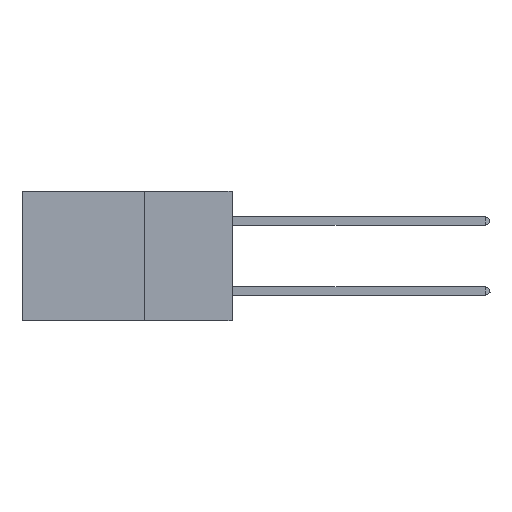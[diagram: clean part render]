
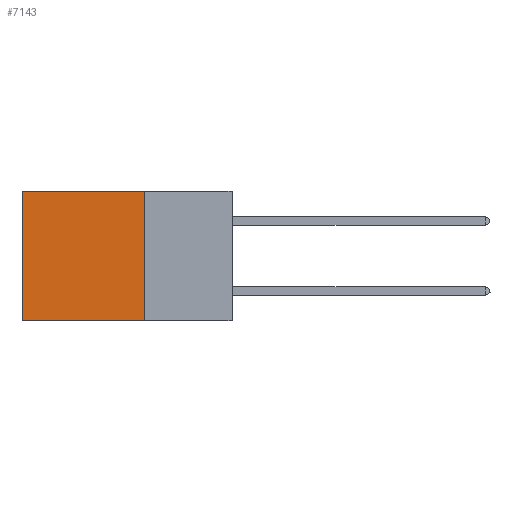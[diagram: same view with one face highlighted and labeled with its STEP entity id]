
A CAD part, left-side view. The second image highlights one B-rep face of the part: STEP entity #7143.
In plain terms, the highlighted planar face has unit normal (-1, 0, 0).
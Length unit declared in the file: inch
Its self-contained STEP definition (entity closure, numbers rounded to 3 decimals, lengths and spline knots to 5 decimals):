
#1683 = DIRECTION ( 'NONE',  ( 0., 1., 0. ) ) ;
#2330 = CARTESIAN_POINT ( 'NONE',  ( 0.2875, 0.6, -0.37 ) ) ;
#2667 = CARTESIAN_POINT ( 'NONE',  ( 0.2875, 0.25, 0. ) ) ;
#2682 = VERTEX_POINT ( 'NONE', #27859 ) ;
#3061 = LINE ( 'NONE', #28460, #19068 ) ;
#3288 = LINE ( 'NONE', #2667, #26289 ) ;
#3857 = EDGE_CURVE ( 'NONE', #2682, #24846, #3288, .T. ) ;
#4682 = ORIENTED_EDGE ( 'NONE', *, *, #3857, .F. ) ;
#5166 = CARTESIAN_POINT ( 'NONE',  ( 0.2875, 0.6, 0. ) ) ;
#5235 = AXIS2_PLACEMENT_3D ( 'NONE', #9075, #8977, #24675 ) ;
#5894 = VECTOR ( 'NONE', #27174, 39.37008 ) ;
#6442 = PLANE ( 'NONE',  #5235 ) ;
#6617 = ORIENTED_EDGE ( 'NONE', *, *, #27326, .T. ) ;
#7143 = ADVANCED_FACE ( 'NONE', ( #28211 ), #6442, .F. ) ;
#7996 = EDGE_CURVE ( 'NONE', #24846, #17819, #3061, .T. ) ;
#8319 = LINE ( 'NONE', #5166, #5894 ) ;
#8977 = DIRECTION ( 'NONE',  ( 1., 0., 0. ) ) ;
#9075 = CARTESIAN_POINT ( 'NONE',  ( 0.2875, 0.25, 0. ) ) ;
#11724 = EDGE_LOOP ( 'NONE', ( #6617, #15394, #4682, #18410 ) ) ;
#12764 = CARTESIAN_POINT ( 'NONE',  ( 0.2875, 0.25, -0.37 ) ) ;
#15394 = ORIENTED_EDGE ( 'NONE', *, *, #7996, .F. ) ;
#16234 = CARTESIAN_POINT ( 'NONE',  ( 0.2875, 0.6, 0. ) ) ;
#16358 = VERTEX_POINT ( 'NONE', #16234 ) ;
#17819 = VERTEX_POINT ( 'NONE', #2330 ) ;
#18410 = ORIENTED_EDGE ( 'NONE', *, *, #28619, .T. ) ;
#19068 = VECTOR ( 'NONE', #1683, 39.37008 ) ;
#20344 = DIRECTION ( 'NONE',  ( 0., 0., -1. ) ) ;
#21019 = CARTESIAN_POINT ( 'NONE',  ( 0.2875, 0.25, 0. ) ) ;
#23314 = VECTOR ( 'NONE', #23477, 39.37008 ) ;
#23477 = DIRECTION ( 'NONE',  ( 0., 1., 0. ) ) ;
#24675 = DIRECTION ( 'NONE',  ( 0., 0., -1. ) ) ;
#24846 = VERTEX_POINT ( 'NONE', #12764 ) ;
#25779 = LINE ( 'NONE', #21019, #23314 ) ;
#26289 = VECTOR ( 'NONE', #20344, 39.37008 ) ;
#27174 = DIRECTION ( 'NONE',  ( 0., 0., -1. ) ) ;
#27326 = EDGE_CURVE ( 'NONE', #16358, #17819, #8319, .T. ) ;
#27859 = CARTESIAN_POINT ( 'NONE',  ( 0.2875, 0.25, 0. ) ) ;
#28211 = FACE_OUTER_BOUND ( 'NONE', #11724, .T. ) ;
#28460 = CARTESIAN_POINT ( 'NONE',  ( 0.2875, 0.25, -0.37 ) ) ;
#28619 = EDGE_CURVE ( 'NONE', #2682, #16358, #25779, .T. ) ;
